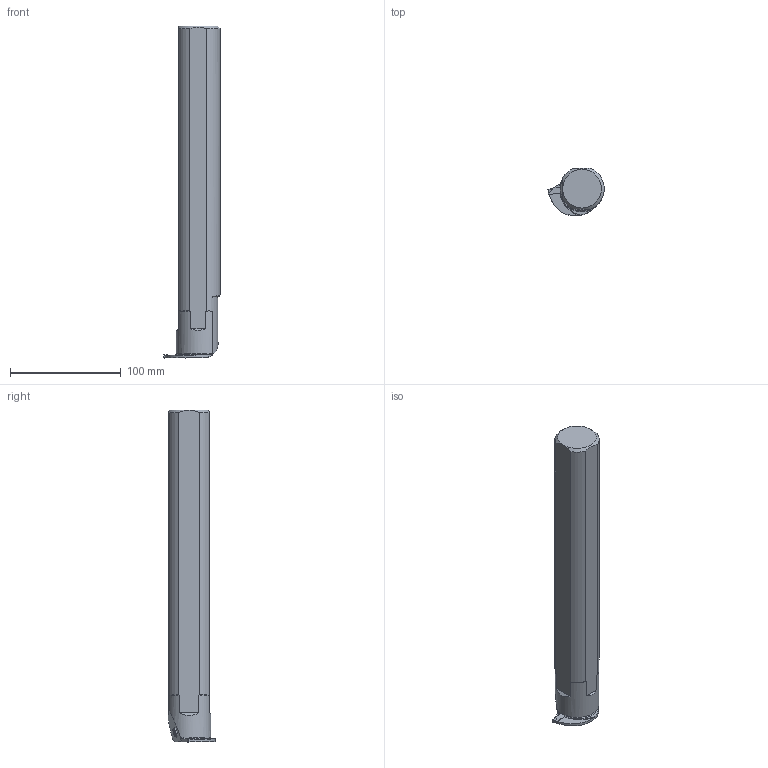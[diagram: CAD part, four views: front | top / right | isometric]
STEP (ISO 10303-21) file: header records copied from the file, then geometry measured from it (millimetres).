
FILE_DESCRIPTION(/* description */ (''),/* implementation_level */ '2;1');
FILE_NAME(/* name */ '1580202323061.stp',/* time_stamp */ '2020-01-28T14:35:35+05:00',/* author */ (''),/* organization */ ('SMS'),/* preprocessor_version */ 'ST-DEVELOPER v16.7',/* originating_system */ 'SIEMENS PLM Software NX 12.0',/* authorisation */ '');
FILE_SCHEMA (('AUTOMOTIVE_DESIGN { 1 0 10303 214 3 1 1 1 }'));
Length unit declared in the file: millimetre
Products named in the file (4): ASSEMBLY_CONSTRUCTION; 201539465mod000_00; 202819533mod000_00; 202819534mod000_00
Assembly tree (3 placements, depth 2):
  202819534mod000_00
    202819533mod000_00
    201539465mod000_00
    ASSEMBLY_CONSTRUCTION
Bounding box: 51 x 42.49 x 300.02 mm (x, y, z)
Volume: 352989 mm3; surface area: 39962.6 mm2
Topology: 2 solids, 2 shells, 98 faces, 274 edges, 189 vertices
Faces by surface type: plane 47, cylinder 29, cone 13, bspline 5, torus 4
Full cylindrical faces by diameter (mm): 8.5 x1
Entity records: 3906 total; most frequent: CARTESIAN_POINT 1346, ORIENTED_EDGE 540, DIRECTION 448, EDGE_CURVE 270, VERTEX_POINT 180, AXIS2_PLACEMENT_3D 159, LINE 130, VECTOR 130
